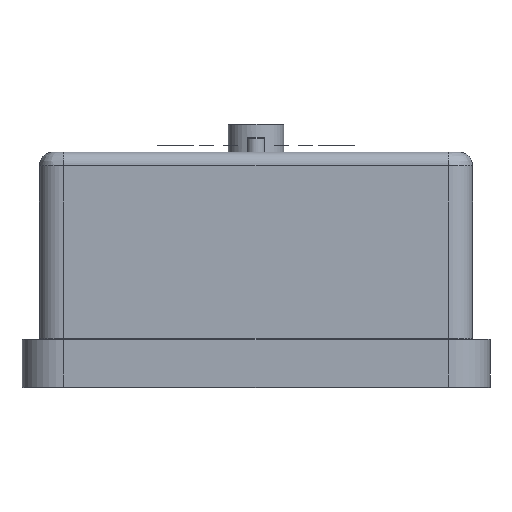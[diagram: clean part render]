
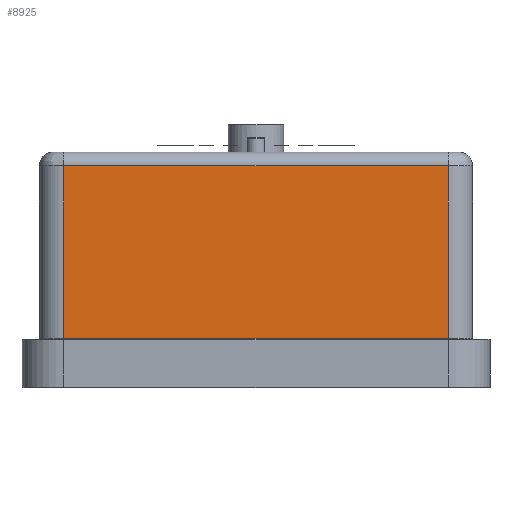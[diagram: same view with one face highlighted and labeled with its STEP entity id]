
A CAD part, left-side view. The second image highlights one B-rep face of the part: STEP entity #8925.
In plain terms, the highlighted face is planar.
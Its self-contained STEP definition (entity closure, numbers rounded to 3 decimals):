
#8672 = VERTEX_POINT('',#8673);
#8673 = CARTESIAN_POINT('',(6.,86.,7.1));
#8833 = VERTEX_POINT('',#8834);
#8834 = CARTESIAN_POINT('',(61.5,86.,7.1));
#8856 = EDGE_CURVE('',#8672,#8833,#8857,.T.);
#8857 = LINE('',#8858,#8859);
#8858 = CARTESIAN_POINT('',(49.375,86.,7.1));
#8859 = VECTOR('',#8860,1.);
#8860 = DIRECTION('',(1.,0.,0.));
#8905 = EDGE_CURVE('',#8833,#8906,#8908,.T.);
#8906 = VERTEX_POINT('',#8907);
#8907 = CARTESIAN_POINT('',(61.5,86.,32.));
#8908 = LINE('',#8909,#8910);
#8909 = CARTESIAN_POINT('',(61.5,86.,7.));
#8910 = VECTOR('',#8911,1.);
#8911 = DIRECTION('',(0.,0.,1.));
#8925 = ADVANCED_FACE('',(#8926),#8944,.T.);
#8926 = FACE_BOUND('',#8927,.T.);
#8927 = EDGE_LOOP('',(#8928,#8929,#8937,#8943));
#8928 = ORIENTED_EDGE('',*,*,#8856,.F.);
#8929 = ORIENTED_EDGE('',*,*,#8930,.F.);
#8930 = EDGE_CURVE('',#8931,#8672,#8933,.T.);
#8931 = VERTEX_POINT('',#8932);
#8932 = CARTESIAN_POINT('',(6.,86.,32.));
#8933 = LINE('',#8934,#8935);
#8934 = CARTESIAN_POINT('',(6.,86.,7.));
#8935 = VECTOR('',#8936,1.);
#8936 = DIRECTION('',(0.,0.,-1.));
#8937 = ORIENTED_EDGE('',*,*,#8938,.F.);
#8938 = EDGE_CURVE('',#8906,#8931,#8939,.T.);
#8939 = LINE('',#8940,#8941);
#8940 = CARTESIAN_POINT('',(49.375,86.,32.));
#8941 = VECTOR('',#8942,1.);
#8942 = DIRECTION('',(-1.,0.,0.));
#8943 = ORIENTED_EDGE('',*,*,#8905,.F.);
#8944 = PLANE('',#8945);
#8945 = AXIS2_PLACEMENT_3D('',#8946,#8947,#8948);
#8946 = CARTESIAN_POINT('',(65.,86.,7.));
#8947 = DIRECTION('',(0.,1.,0.));
#8948 = DIRECTION('',(-1.,0.,0.));
